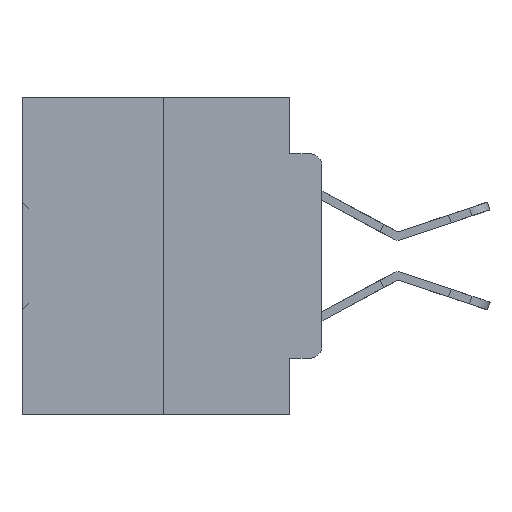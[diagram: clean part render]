
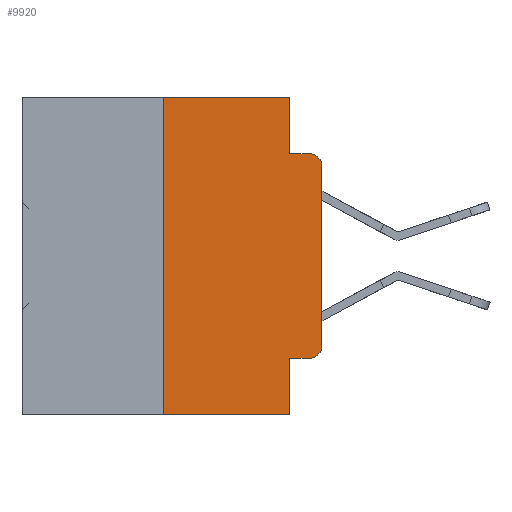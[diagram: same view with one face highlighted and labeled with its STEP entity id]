
A CAD part, left-side view. The second image highlights one B-rep face of the part: STEP entity #9920.
In plain terms, the highlighted planar face has unit normal (-1, 0, 0).
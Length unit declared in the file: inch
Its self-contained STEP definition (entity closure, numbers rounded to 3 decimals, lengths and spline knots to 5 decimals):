
#140 = DIRECTION ( 'NONE',  ( 1., 0., 0. ) ) ;
#302 = CARTESIAN_POINT ( 'NONE',  ( 0., 0.02, -0.1085 ) ) ;
#472 = VERTEX_POINT ( 'NONE', #39070 ) ;
#742 = DIRECTION ( 'NONE',  ( 0., -1., 0. ) ) ;
#1058 = CARTESIAN_POINT ( 'NONE',  ( 0., 0.02, -0.3915 ) ) ;
#1444 = ORIENTED_EDGE ( 'NONE', *, *, #16513, .T. ) ;
#1478 = VERTEX_POINT ( 'NONE', #26258 ) ;
#2292 = LINE ( 'NONE', #33727, #13138 ) ;
#2608 = VERTEX_POINT ( 'NONE', #9534 ) ;
#3438 = DIRECTION ( 'NONE',  ( 0., 0., -1. ) ) ;
#4355 = DIRECTION ( 'NONE',  ( 0., 0., -1. ) ) ;
#5156 = ORIENTED_EDGE ( 'NONE', *, *, #5236, .F. ) ;
#5236 = EDGE_CURVE ( 'NONE', #22488, #2608, #9143, .T. ) ;
#6145 = CARTESIAN_POINT ( 'NONE',  ( 0., 0.02, -0.4115 ) ) ;
#7367 = DIRECTION ( 'NONE',  ( 0., 0., 1. ) ) ;
#7729 = LINE ( 'NONE', #13304, #34326 ) ;
#8987 = DIRECTION ( 'NONE',  ( 0., -1., 0. ) ) ;
#9011 = VECTOR ( 'NONE', #38164, 39.37008 ) ;
#9143 = LINE ( 'NONE', #21720, #15399 ) ;
#9389 = VERTEX_POINT ( 'NONE', #30645 ) ;
#9534 = CARTESIAN_POINT ( 'NONE',  ( 0., 0.25, 0. ) ) ;
#9920 = ADVANCED_FACE ( 'NONE', ( #40454 ), #19291, .F. ) ;
#10235 = ORIENTED_EDGE ( 'NONE', *, *, #16058, .T. ) ;
#10461 = CARTESIAN_POINT ( 'NONE',  ( 0., 0.051, 0. ) ) ;
#11233 = CARTESIAN_POINT ( 'NONE',  ( 0., 0.25, -0.5 ) ) ;
#11393 = CIRCLE ( 'NONE', #34344, 0.02 ) ;
#11575 = VERTEX_POINT ( 'NONE', #23684 ) ;
#11583 = EDGE_CURVE ( 'NONE', #2608, #9389, #2292, .T. ) ;
#12122 = VECTOR ( 'NONE', #742, 39.37008 ) ;
#12369 = AXIS2_PLACEMENT_3D ( 'NONE', #28126, #140, #3438 ) ;
#12497 = CARTESIAN_POINT ( 'NONE',  ( 0., 0.051, -0.0885 ) ) ;
#12733 = ORIENTED_EDGE ( 'NONE', *, *, #27050, .T. ) ;
#13104 = LINE ( 'NONE', #25622, #9011 ) ;
#13138 = VECTOR ( 'NONE', #36626, 39.37008 ) ;
#13304 = CARTESIAN_POINT ( 'NONE',  ( 0., 0.473, -0.5 ) ) ;
#13361 = ORIENTED_EDGE ( 'NONE', *, *, #39651, .F. ) ;
#14667 = EDGE_LOOP ( 'NONE', ( #10235, #12733, #25680, #13361, #30124, #5156, #1444, #15612, #36456, #33499 ) ) ;
#15399 = VECTOR ( 'NONE', #22105, 39.37008 ) ;
#15612 = ORIENTED_EDGE ( 'NONE', *, *, #21956, .F. ) ;
#15947 = VECTOR ( 'NONE', #7367, 39.37008 ) ;
#16058 = EDGE_CURVE ( 'NONE', #1478, #472, #26490, .T. ) ;
#16513 = EDGE_CURVE ( 'NONE', #22488, #11575, #7729, .T. ) ;
#17049 = CARTESIAN_POINT ( 'NONE',  ( 0., 0.02, -0.0885 ) ) ;
#17680 = EDGE_CURVE ( 'NONE', #38643, #27644, #19478, .T. ) ;
#18867 = CARTESIAN_POINT ( 'NONE',  ( 0., 0.051, -0.4115 ) ) ;
#19291 = PLANE ( 'NONE',  #12369 ) ;
#19478 = LINE ( 'NONE', #12497, #12122 ) ;
#19927 = DIRECTION ( 'NONE',  ( 0., 0., -1. ) ) ;
#20120 = CARTESIAN_POINT ( 'NONE',  ( 0., 0., 0. ) ) ;
#21720 = CARTESIAN_POINT ( 'NONE',  ( 0., 0.25, 0. ) ) ;
#21927 = VERTEX_POINT ( 'NONE', #35758 ) ;
#21956 = EDGE_CURVE ( 'NONE', #21927, #11575, #38620, .T. ) ;
#22105 = DIRECTION ( 'NONE',  ( 0., 0., 1. ) ) ;
#22488 = VERTEX_POINT ( 'NONE', #11233 ) ;
#22685 = CARTESIAN_POINT ( 'NONE',  ( 0., 0.051, -0.0885 ) ) ;
#23442 = AXIS2_PLACEMENT_3D ( 'NONE', #1058, #38679, #4355 ) ;
#23684 = CARTESIAN_POINT ( 'NONE',  ( 0., 0.051, -0.5 ) ) ;
#24951 = VECTOR ( 'NONE', #19927, 39.37008 ) ;
#25622 = CARTESIAN_POINT ( 'NONE',  ( 0., 0.051, 0. ) ) ;
#25680 = ORIENTED_EDGE ( 'NONE', *, *, #17680, .F. ) ;
#26258 = CARTESIAN_POINT ( 'NONE',  ( 0., 0., -0.3915 ) ) ;
#26490 = LINE ( 'NONE', #20120, #15947 ) ;
#27050 = EDGE_CURVE ( 'NONE', #472, #27644, #11393, .T. ) ;
#27644 = VERTEX_POINT ( 'NONE', #17049 ) ;
#28126 = CARTESIAN_POINT ( 'NONE',  ( 0., 0.473, 0. ) ) ;
#28285 = DIRECTION ( 'NONE',  ( 0., 0., -1. ) ) ;
#28695 = CIRCLE ( 'NONE', #23442, 0.02 ) ;
#30124 = ORIENTED_EDGE ( 'NONE', *, *, #11583, .F. ) ;
#30409 = EDGE_CURVE ( 'NONE', #33294, #1478, #28695, .T. ) ;
#30645 = CARTESIAN_POINT ( 'NONE',  ( 0., 0.051, 0. ) ) ;
#30786 = LINE ( 'NONE', #18867, #37070 ) ;
#33294 = VERTEX_POINT ( 'NONE', #6145 ) ;
#33499 = ORIENTED_EDGE ( 'NONE', *, *, #30409, .T. ) ;
#33727 = CARTESIAN_POINT ( 'NONE',  ( 0., 0.473, 0. ) ) ;
#34326 = VECTOR ( 'NONE', #35697, 39.37008 ) ;
#34344 = AXIS2_PLACEMENT_3D ( 'NONE', #302, #37533, #28285 ) ;
#34955 = EDGE_CURVE ( 'NONE', #21927, #33294, #30786, .T. ) ;
#35697 = DIRECTION ( 'NONE',  ( 0., -1., 0. ) ) ;
#35758 = CARTESIAN_POINT ( 'NONE',  ( 0., 0.051, -0.4115 ) ) ;
#36456 = ORIENTED_EDGE ( 'NONE', *, *, #34955, .T. ) ;
#36626 = DIRECTION ( 'NONE',  ( 0., -1., 0. ) ) ;
#37070 = VECTOR ( 'NONE', #8987, 39.37008 ) ;
#37533 = DIRECTION ( 'NONE',  ( -1., 0., 0. ) ) ;
#38164 = DIRECTION ( 'NONE',  ( 0., 0., -1. ) ) ;
#38620 = LINE ( 'NONE', #10461, #24951 ) ;
#38643 = VERTEX_POINT ( 'NONE', #22685 ) ;
#38679 = DIRECTION ( 'NONE',  ( -1., 0., 0. ) ) ;
#39070 = CARTESIAN_POINT ( 'NONE',  ( 0., 0., -0.1085 ) ) ;
#39651 = EDGE_CURVE ( 'NONE', #9389, #38643, #13104, .T. ) ;
#40454 = FACE_OUTER_BOUND ( 'NONE', #14667, .T. ) ;
